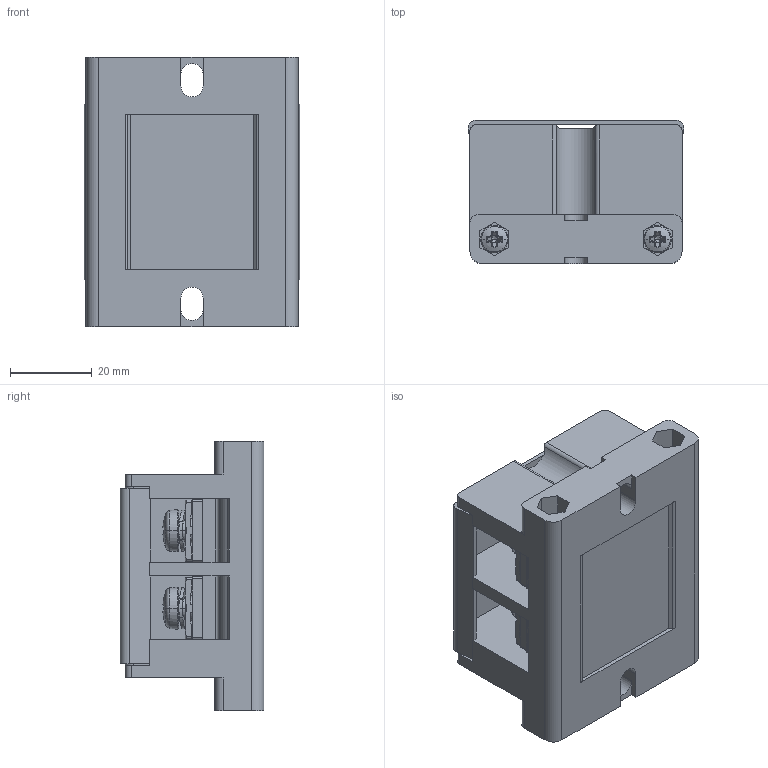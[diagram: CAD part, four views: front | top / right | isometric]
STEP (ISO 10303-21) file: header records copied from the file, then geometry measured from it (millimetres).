
FILE_DESCRIPTION((''),'2;1');
FILE_NAME('2YB672065111','2023-08-03T',('Administrator'),(''),'PRO/ENGINEER BY PARAMETRIC TECHNOLOGY CORPORATION, 2013230','PRO/ENGINEER BY PARAMETRIC TECHNOLOGY CORPORATION, 2013230','');
FILE_SCHEMA(('CONFIG_CONTROL_DESIGN'));
Products named in the file (1): 2YB672065111
Bounding box: 52.8 x 35.2 x 66 mm (x, y, z)
Volume: 67296.6 mm3; surface area: 36710.9 mm2
Topology: 5 solids, 9 shells, 1367 faces, 3570 edges, 2199 vertices
Faces by surface type: cylinder 402, plane 397, bspline 352, torus 88, cone 84, sphere 44
Entity records: 60786 total; most frequent: CARTESIAN_POINT 27359, ORIENTED_EDGE 7116, DIRECTION 5854, EDGE_CURVE 3558, VERTEX_POINT 2199, AXIS2_PLACEMENT_3D 2158, VECTOR 1538, LINE 1538
